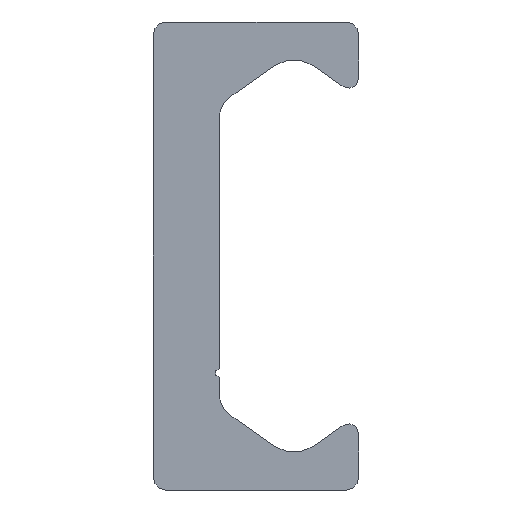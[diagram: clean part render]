
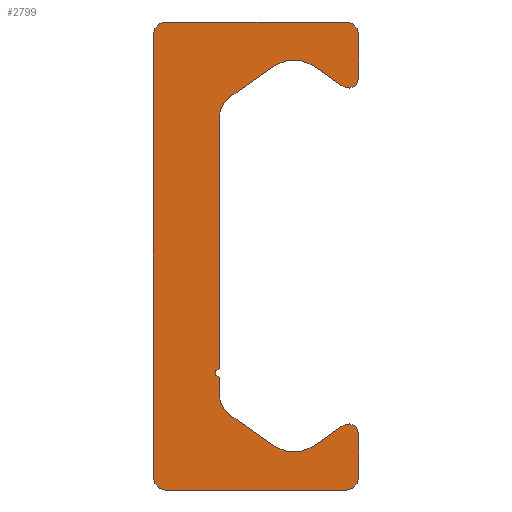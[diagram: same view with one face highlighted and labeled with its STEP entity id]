
A CAD part, left-side view. The second image highlights one B-rep face of the part: STEP entity #2799.
In plain terms, the highlighted planar face has unit normal (-1, 0, 0).
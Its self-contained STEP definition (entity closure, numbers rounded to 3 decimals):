
#1920=CARTESIAN_POINT('',(0.0,5.4,-14.));
#1921=VERTEX_POINT('',#1920);
#1928=CARTESIAN_POINT('',(0.0,6.15,-13.25));
#1929=VERTEX_POINT('',#1928);
#1930=CARTESIAN_POINT('',(0.0,5.4,-13.25));
#1931=DIRECTION('',(1.0,0.0,0.0));
#1932=DIRECTION('',(0.0,0.0,-1.0));
#1933=AXIS2_PLACEMENT_3D('',#1930,#1931,#1932);
#1934=CIRCLE('',#1933,0.75);
#1935=EDGE_CURVE('',#1921,#1929,#1934,.T.);
#1959=CARTESIAN_POINT('',(0.0,-5.4,-14.));
#1960=VERTEX_POINT('',#1959);
#1967=CARTESIAN_POINT('',(0.0,-5.4,-14.));
#1968=DIRECTION('',(0.0,1.0,0.0));
#1969=VECTOR('',#1968,10.8);
#1970=LINE('',#1967,#1969);
#1971=EDGE_CURVE('',#1960,#1921,#1970,.T.);
#1991=CARTESIAN_POINT('',(0.0,-6.15,-13.25));
#1992=VERTEX_POINT('',#1991);
#1999=CARTESIAN_POINT('',(0.0,-5.4,-13.25));
#2000=DIRECTION('',(1.0,0.0,0.0));
#2001=DIRECTION('',(0.0,-1.0,0.0));
#2002=AXIS2_PLACEMENT_3D('',#1999,#2000,#2001);
#2003=CIRCLE('',#2002,0.75);
#2004=EDGE_CURVE('',#1992,#1960,#2003,.T.);
#2023=CARTESIAN_POINT('',(0.0,-6.15,-10.63));
#2024=VERTEX_POINT('',#2023);
#2031=CARTESIAN_POINT('',(0.0,-6.15,-10.63));
#2032=DIRECTION('',(0.0,0.0,-1.0));
#2033=VECTOR('',#2032,2.62);
#2034=LINE('',#2031,#2033);
#2035=EDGE_CURVE('',#2024,#1992,#2034,.T.);
#2055=CARTESIAN_POINT('',(0.0,-5.206,-10.139));
#2056=VERTEX_POINT('',#2055);
#2063=CARTESIAN_POINT('',(0.0,-5.55,-10.63));
#2064=DIRECTION('',(1.0,0.0,0.0));
#2065=DIRECTION('',(0.0,0.574,0.819));
#2066=AXIS2_PLACEMENT_3D('',#2063,#2064,#2065);
#2067=CIRCLE('',#2066,0.6);
#2068=EDGE_CURVE('',#2056,#2024,#2067,.T.);
#2087=CARTESIAN_POINT('',(0.0,-3.417,-11.391));
#2088=VERTEX_POINT('',#2087);
#2095=CARTESIAN_POINT('',(0.0,-3.417,-11.391));
#2096=DIRECTION('',(0.0,-0.819,0.574));
#2097=VECTOR('',#2096,2.184);
#2098=LINE('',#2095,#2097);
#2099=EDGE_CURVE('',#2088,#2056,#2098,.T.);
#2119=CARTESIAN_POINT('',(0.0,-1.123,-11.391));
#2120=VERTEX_POINT('',#2119);
#2127=CARTESIAN_POINT('',(0.0,-2.27,-9.753));
#2128=DIRECTION('',(-1.0,0.0,0.0));
#2129=DIRECTION('',(0.0,0.574,0.819));
#2130=AXIS2_PLACEMENT_3D('',#2127,#2128,#2129);
#2131=CIRCLE('',#2130,2.0);
#2132=EDGE_CURVE('',#2120,#2088,#2131,.T.);
#2151=CARTESIAN_POINT('',(0.0,1.56,-9.512));
#2152=VERTEX_POINT('',#2151);
#2159=CARTESIAN_POINT('',(0.0,1.56,-9.512));
#2160=DIRECTION('',(0.0,-0.819,-0.574));
#2161=VECTOR('',#2160,3.276);
#2162=LINE('',#2159,#2161);
#2163=EDGE_CURVE('',#2152,#2120,#2162,.T.);
#2183=CARTESIAN_POINT('',(0.0,2.2,-8.283));
#2184=VERTEX_POINT('',#2183);
#2191=CARTESIAN_POINT('',(0.0,0.7,-8.283));
#2192=DIRECTION('',(-1.0,0.0,0.0));
#2193=DIRECTION('',(0.0,-0.574,0.819));
#2194=AXIS2_PLACEMENT_3D('',#2191,#2192,#2193);
#2195=CIRCLE('',#2194,1.5);
#2196=EDGE_CURVE('',#2184,#2152,#2195,.T.);
#2215=CARTESIAN_POINT('',(0.0,2.2,-7.25));
#2216=VERTEX_POINT('',#2215);
#2223=CARTESIAN_POINT('',(0.0,2.2,-7.25));
#2224=DIRECTION('',(0.0,0.0,-1.0));
#2225=VECTOR('',#2224,1.033);
#2226=LINE('',#2223,#2225);
#2227=EDGE_CURVE('',#2216,#2184,#2226,.T.);
#2247=CARTESIAN_POINT('',(0.0,2.2,-6.75));
#2248=VERTEX_POINT('',#2247);
#2255=CARTESIAN_POINT('',(0.0,2.2,-7.));
#2256=DIRECTION('',(-1.0,0.0,0.0));
#2257=DIRECTION('',(0.0,0.0,1.0));
#2258=AXIS2_PLACEMENT_3D('',#2255,#2256,#2257);
#2259=CIRCLE('',#2258,0.25);
#2260=EDGE_CURVE('',#2248,#2216,#2259,.T.);
#2279=CARTESIAN_POINT('',(0.0,2.2,8.283));
#2280=VERTEX_POINT('',#2279);
#2287=CARTESIAN_POINT('',(0.0,2.2,8.283));
#2288=DIRECTION('',(0.0,0.0,-1.0));
#2289=VECTOR('',#2288,15.033);
#2290=LINE('',#2287,#2289);
#2291=EDGE_CURVE('',#2280,#2248,#2290,.T.);
#2392=CARTESIAN_POINT('',(0.0,1.56,9.512));
#2393=VERTEX_POINT('',#2392);
#2400=CARTESIAN_POINT('',(0.0,0.7,8.283));
#2401=DIRECTION('',(-1.0,0.0,0.0));
#2402=DIRECTION('',(0.0,-1.0,0.0));
#2403=AXIS2_PLACEMENT_3D('',#2400,#2401,#2402);
#2404=CIRCLE('',#2403,1.5);
#2405=EDGE_CURVE('',#2393,#2280,#2404,.T.);
#2424=CARTESIAN_POINT('',(0.0,-1.123,11.391));
#2425=VERTEX_POINT('',#2424);
#2432=CARTESIAN_POINT('',(0.0,-1.123,11.391));
#2433=DIRECTION('',(0.0,0.819,-0.574));
#2434=VECTOR('',#2433,3.276);
#2435=LINE('',#2432,#2434);
#2436=EDGE_CURVE('',#2425,#2393,#2435,.T.);
#2456=CARTESIAN_POINT('',(0.0,-3.417,11.391));
#2457=VERTEX_POINT('',#2456);
#2464=CARTESIAN_POINT('',(0.0,-2.27,9.753));
#2465=DIRECTION('',(-1.0,0.0,0.0));
#2466=DIRECTION('',(0.0,-0.574,-0.819));
#2467=AXIS2_PLACEMENT_3D('',#2464,#2465,#2466);
#2468=CIRCLE('',#2467,2.0);
#2469=EDGE_CURVE('',#2457,#2425,#2468,.T.);
#2488=CARTESIAN_POINT('',(0.0,-5.206,10.139));
#2489=VERTEX_POINT('',#2488);
#2496=CARTESIAN_POINT('',(0.0,-5.206,10.139));
#2497=DIRECTION('',(0.0,0.819,0.574));
#2498=VECTOR('',#2497,2.184);
#2499=LINE('',#2496,#2498);
#2500=EDGE_CURVE('',#2489,#2457,#2499,.T.);
#2520=CARTESIAN_POINT('',(0.0,-6.15,10.63));
#2521=VERTEX_POINT('',#2520);
#2528=CARTESIAN_POINT('',(0.0,-5.55,10.63));
#2529=DIRECTION('',(1.0,0.0,0.0));
#2530=DIRECTION('',(0.0,-1.0,0.0));
#2531=AXIS2_PLACEMENT_3D('',#2528,#2529,#2530);
#2532=CIRCLE('',#2531,0.6);
#2533=EDGE_CURVE('',#2521,#2489,#2532,.T.);
#2552=CARTESIAN_POINT('',(0.0,-6.15,13.25));
#2553=VERTEX_POINT('',#2552);
#2560=CARTESIAN_POINT('',(0.0,-6.15,13.25));
#2561=DIRECTION('',(0.0,0.0,-1.0));
#2562=VECTOR('',#2561,2.62);
#2563=LINE('',#2560,#2562);
#2564=EDGE_CURVE('',#2553,#2521,#2563,.T.);
#2584=CARTESIAN_POINT('',(0.0,-5.4,14.));
#2585=VERTEX_POINT('',#2584);
#2592=CARTESIAN_POINT('',(0.0,-5.4,13.25));
#2593=DIRECTION('',(1.0,0.0,0.0));
#2594=DIRECTION('',(0.0,0.0,1.0));
#2595=AXIS2_PLACEMENT_3D('',#2592,#2593,#2594);
#2596=CIRCLE('',#2595,0.75);
#2597=EDGE_CURVE('',#2585,#2553,#2596,.T.);
#2616=CARTESIAN_POINT('',(0.0,5.4,14.));
#2617=VERTEX_POINT('',#2616);
#2624=CARTESIAN_POINT('',(0.0,5.4,14.));
#2625=DIRECTION('',(0.0,-1.0,0.0));
#2626=VECTOR('',#2625,10.8);
#2627=LINE('',#2624,#2626);
#2628=EDGE_CURVE('',#2617,#2585,#2627,.T.);
#2648=CARTESIAN_POINT('',(0.0,6.15,13.25));
#2649=VERTEX_POINT('',#2648);
#2656=CARTESIAN_POINT('',(0.0,5.4,13.25));
#2657=DIRECTION('',(1.0,0.0,0.0));
#2658=DIRECTION('',(0.0,1.0,0.0));
#2659=AXIS2_PLACEMENT_3D('',#2656,#2657,#2658);
#2660=CIRCLE('',#2659,0.75);
#2661=EDGE_CURVE('',#2649,#2617,#2660,.T.);
#2679=CARTESIAN_POINT('',(0.0,6.15,-13.25));
#2680=DIRECTION('',(0.0,0.0,1.0));
#2681=VECTOR('',#2680,26.5);
#2682=LINE('',#2679,#2681);
#2683=EDGE_CURVE('',#1929,#2649,#2682,.T.);
#2770=CARTESIAN_POINT('',(0.0,1.352,-0.021));
#2771=DIRECTION('',(1.0,0.0,0.0));
#2772=DIRECTION('',(0.0,0.0,-1.0));
#2773=AXIS2_PLACEMENT_3D('',#2770,#2771,#2772);
#2774=PLANE('',#2773);
#2775=ORIENTED_EDGE('',*,*,#2683,.F.);
#2776=ORIENTED_EDGE('',*,*,#1935,.F.);
#2777=ORIENTED_EDGE('',*,*,#1971,.F.);
#2778=ORIENTED_EDGE('',*,*,#2004,.F.);
#2779=ORIENTED_EDGE('',*,*,#2035,.F.);
#2780=ORIENTED_EDGE('',*,*,#2068,.F.);
#2781=ORIENTED_EDGE('',*,*,#2099,.F.);
#2782=ORIENTED_EDGE('',*,*,#2132,.F.);
#2783=ORIENTED_EDGE('',*,*,#2163,.F.);
#2784=ORIENTED_EDGE('',*,*,#2196,.F.);
#2785=ORIENTED_EDGE('',*,*,#2227,.F.);
#2786=ORIENTED_EDGE('',*,*,#2260,.F.);
#2787=ORIENTED_EDGE('',*,*,#2291,.F.);
#2788=ORIENTED_EDGE('',*,*,#2405,.F.);
#2789=ORIENTED_EDGE('',*,*,#2436,.F.);
#2790=ORIENTED_EDGE('',*,*,#2469,.F.);
#2791=ORIENTED_EDGE('',*,*,#2500,.F.);
#2792=ORIENTED_EDGE('',*,*,#2533,.F.);
#2793=ORIENTED_EDGE('',*,*,#2564,.F.);
#2794=ORIENTED_EDGE('',*,*,#2597,.F.);
#2795=ORIENTED_EDGE('',*,*,#2628,.F.);
#2796=ORIENTED_EDGE('',*,*,#2661,.F.);
#2797=EDGE_LOOP('',(#2775,#2776,#2777,#2778,#2779,#2780,#2781,#2782,#2783,#2784,#2785,#2786,#2787,#2788,#2789,#2790,#2791,#2792,#2793,#2794,#2795,#2796));
#2798=FACE_OUTER_BOUND('',#2797,.T.);
#2799=ADVANCED_FACE('',(#2798),#2774,.F.);
